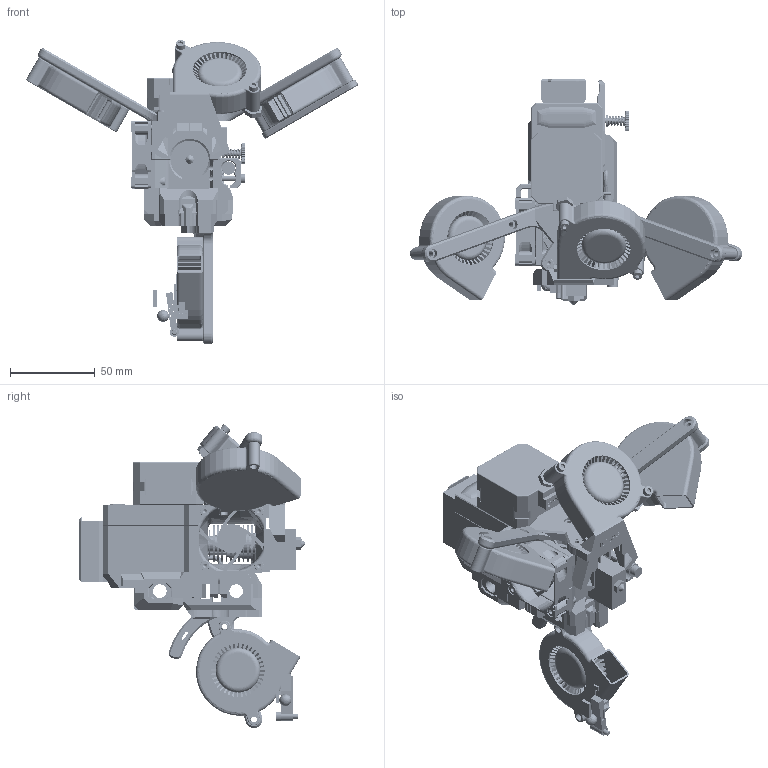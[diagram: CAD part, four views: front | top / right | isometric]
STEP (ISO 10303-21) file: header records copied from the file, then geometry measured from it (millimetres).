
FILE_DESCRIPTION(/* description */ (''),/* implementation_level */ '2;1');
FILE_NAME(/* name */ 'Bondtech Extruder Volcano 3F_v22.step',/* time_stamp */ '2020-09-23T18:03:03-07:00',/* author */ (''),/* organization */ (''),/* preprocessor_version */ 'ST-DEVELOPER v18.1',/* originating_system */ 'Autodesk Translation Framework v9.3.0.1241',/* authorisation */ '');
FILE_SCHEMA (('AUTOMOTIVE_DESIGN { 1 0 10303 214 3 1 1 }'));
Products named in the file (62): Bondtech Extruder Volcano 3F; T_Nema17_25mm; T_filament-sensor-cover1; T_x-carriage(R2)1; Noctua-NF-A4x101; ED3V6 bis v1; Body1-23; Body1-24; Body1-25; PINDA Probe1; HexPlug; Motorgear_17T_without_setscrew; stift 3x20; stift 3x32; Axel 5mm; Gear1; Direct_Drivegear_without_setscrew; Direct_Drivegear; Thumbscrew_din653_m3_20; Compression spring Lesjöfors 2915; Lock_washer_Nylon_EssentraSR 1940; Dekal; NewMK3_Rear_Orginal.V2; Hinge_Mirrored; T_nozzle-fan(R3)1; Extruder_Front.v2; 5015 Fan Mount; Lager 5x8x2; K3x5x7; Trisert 136-M3; hex thin nut gradeb_iso_ISO - 4036 - M3 - N; MC6S M3_M3x45; MC6S M3_M3x40; MC6S M3_M3x25; MC6S M3_ISO 4762 M3 x 20 --- 20N; MC6S M3_M3x16; MC6S M3_M3x12; MC6S M3_ISO 4762 M3 x 10 - 10N; MC6S M3_ISO 4762 M3 x 8 - 8N; M3x2_M3x3 ...
Assembly tree (84 placements, depth 3):
  Bondtech Extruder Volcano 3F
    T_Nema17_25mm
    T_filament-sensor-cover1
    T_x-carriage(R2)1
    Noctua-NF-A4x101
    T_FAN_5015_BLOWER1  x4
    ED3V6 bis v1
      Body1-23
      Body1-24
      Body1-25
    PINDA Probe1
    HexPlug
    Motorgear_17T_without_setscrew
    stift 3x20
    stift 3x32
    Axel 5mm
    Gear1
    Direct_Drivegear_without_setscrew
    Direct_Drivegear
    Thumbscrew_din653_m3_20
    Compression spring Lesjöfors 2915
    Lock_washer_Nylon_EssentraSR 1940
    Dekal
    NewMK3_Rear_Orginal.V2
    Hinge_Mirrored
    T_nozzle-fan(R3)1
    Extruder_Front.v2
    5015 Fan Mount
    Lager 5x8x2  x2
    K3x5x7  x2
    Trisert 136-M3  x3
    hex thin nut gradeb_iso_ISO - 4036 - M3 - N  x4
    MC6S M3_M3x45
    MC6S M3_M3x40  x2
    MC6S M3_M3x25
    MC6S M3_ISO 4762 M3 x 20 --- 20N  x2
    MC6S M3_M3x16
    MC6S M3_M3x12  x6
    MC6S M3_ISO 4762 M3 x 10 - 10N
    MC6S M3_ISO 4762 M3 x 8 - 8N  x3
    M3x2_M3x3  x2
    Nut M3 Square  x2
    JohnGuest_Pushfit_Sleeve
    Pushfit_Collet
    bowdenclip
    PTFE-Tube
    bontech_x_carriage_mk3s
      x_carriage
      lm8uu  x3
    x_carriage_back_mk3s
    Front Fan Holder
    Fan Support
    Rear Fan Holder
    MK3s Sensor Add-On
      Magnet 10x6x2
      Magnet 20x6x2
      IR-sensor_Part
      Sensor Housing
      Kula 7mm
      socket head cap screw_iso_ISO 4762 M3 x 10 - 10N
Bounding box: 195.58 x 132.9 x 179.03 mm (x, y, z)
Volume: 352810.1 mm3; surface area: 258085.4 mm2
Topology: 126 solids, 171 shells, 9003 faces, 23495 edges, 14736 vertices
Faces by surface type: plane 5130, cylinder 2132, bspline 683, cone 681, torus 358, sphere 19
Full cylindrical faces by diameter (mm): 0.4 x1, 0.5 x4, 0.762 x4, 1 x10, 1.016 x3, 1.5 x1, 2 x6, 2.2 x1, 2.384 x4, 2.5 x24, 2.529 x3, 2.8 x2, 3 x34, 3.086 x8, 3.2 x7, 3.25 x4, 3.296 x1, 3.3 x62, 3.4 x5, 3.6 x13, 3.8 x1, 4 x5, 4.15 x1, 4.2 x4, 4.318 x4, 4.4 x1, 4.5 x12, 4.7 x2, 5 x9, 5.05 x3
Entity records: 285485 total; most frequent: CARTESIAN_POINT 100858, ORIENTED_EDGE 39030, DIRECTION 36480, EDGE_CURVE 19518, VERTEX_POINT 12343, AXIS2_PLACEMENT_3D 12201, LINE 12078, VECTOR 12078
